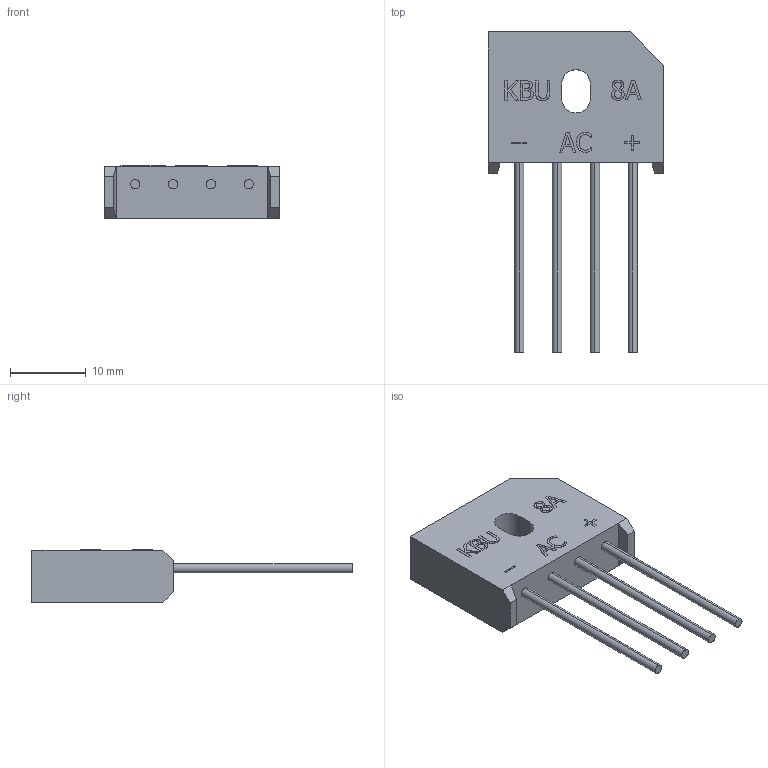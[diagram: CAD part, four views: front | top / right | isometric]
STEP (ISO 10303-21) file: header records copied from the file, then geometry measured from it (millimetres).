
FILE_DESCRIPTION (( 'STEP AP214' ), '1' );
FILE_NAME ('479E6ED0-C82D-4BB1-9085-5B5B2E3233E2.STEP', '2023-08-30T10:21:08', ( '' ), ( '' ), 'SwSTEP 2.0', 'SolidWorks 2022', '' );
FILE_SCHEMA (( 'AUTOMOTIVE_DESIGN' ));
Length unit declared in the file: millimetre
Products named in the file (1): 479E6ED0-C82D-4BB1-9085-5B5B2E3233E2
Bounding box: 23.2 x 42.3 x 6.95 mm (x, y, z)
Volume: 2719.8 mm3; surface area: 1824 mm2
Topology: 1 solids, 1 shells, 175 faces, 458 edges, 304 vertices
Faces by surface type: plane 108, bspline 57, cylinder 10
Entity records: 7585 total; most frequent: CARTESIAN_POINT 1679, ORIENTED_EDGE 916, DIRECTION 602, EDGE_CURVE 458, VECTOR 324, LINE 324, VERTEX_POINT 304, EDGE_LOOP 196
